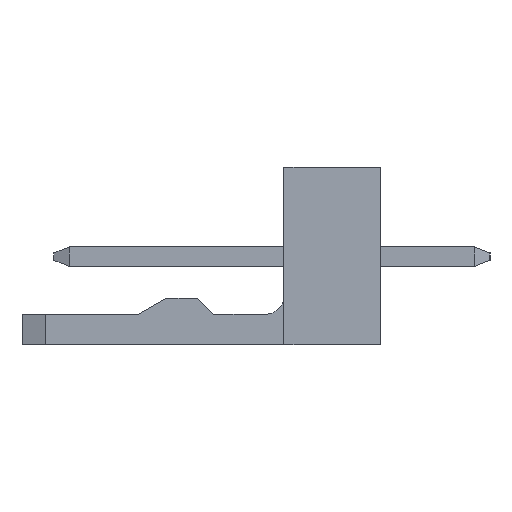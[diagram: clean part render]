
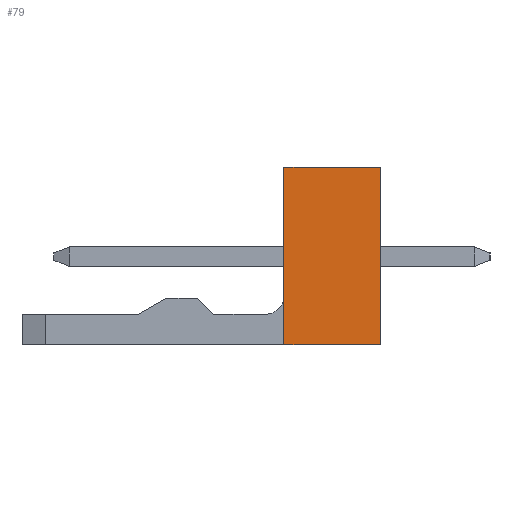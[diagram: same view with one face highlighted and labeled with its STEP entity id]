
A CAD part, left-side view. The second image highlights one B-rep face of the part: STEP entity #79.
In plain terms, the highlighted planar face has unit normal (-1, 0, 0).
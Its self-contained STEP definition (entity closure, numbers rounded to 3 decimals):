
#79=ADVANCED_FACE('',(#554),#555,.F.);
#554=FACE_OUTER_BOUND('',#1526,.T.);
#555=PLANE('',#1527);
#1526=EDGE_LOOP('',(#2498,#2499,#2500,#2501));
#1527=AXIS2_PLACEMENT_3D('',#2502,#2503,#2504);
#2498=ORIENTED_EDGE('',*,*,#6180,.F.);
#2499=ORIENTED_EDGE('',*,*,#6181,.F.);
#2500=ORIENTED_EDGE('',*,*,#6182,.F.);
#2501=ORIENTED_EDGE('',*,*,#6183,.F.);
#2502=CARTESIAN_POINT('',(-16.51,0.0,0.0));
#2503=DIRECTION('',(1.0,0.0,0.0));
#2504=DIRECTION('',(0.0,1.0,0.0));
#6180=EDGE_CURVE('',#7414,#7415,#7416,.T.);
#6181=EDGE_CURVE('',#7417,#7414,#7418,.T.);
#6182=EDGE_CURVE('',#7419,#7417,#7420,.T.);
#6183=EDGE_CURVE('',#7415,#7419,#7421,.T.);
#7414=VERTEX_POINT('',#9306);
#7415=VERTEX_POINT('',#9307);
#7416=LINE('',#9308,#9309);
#7417=VERTEX_POINT('',#9310);
#7418=LINE('',#9311,#9312);
#7419=VERTEX_POINT('',#9313);
#7420=LINE('',#9314,#9315);
#7421=LINE('',#9316,#9317);
#9306=CARTESIAN_POINT('',(-16.51,1.58,-2.9));
#9307=CARTESIAN_POINT('',(-16.51,1.58,2.9));
#9308=CARTESIAN_POINT('',(-16.51,1.58,-2.9));
#9309=VECTOR('',#12350,5.8);
#9310=CARTESIAN_POINT('',(-16.51,-1.58,-2.9));
#9311=CARTESIAN_POINT('',(-16.51,-1.58,-2.9));
#9312=VECTOR('',#12351,3.16);
#9313=CARTESIAN_POINT('',(-16.51,-1.58,2.9));
#9314=CARTESIAN_POINT('',(-16.51,-1.58,2.9));
#9315=VECTOR('',#12352,5.8);
#9316=CARTESIAN_POINT('',(-16.51,1.58,2.9));
#9317=VECTOR('',#12353,3.16);
#12350=DIRECTION('',(0.0,0.0,1.0));
#12351=DIRECTION('',(0.0,1.0,0.0));
#12352=DIRECTION('',(0.0,0.0,-1.0));
#12353=DIRECTION('',(0.0,-1.0,0.0));
